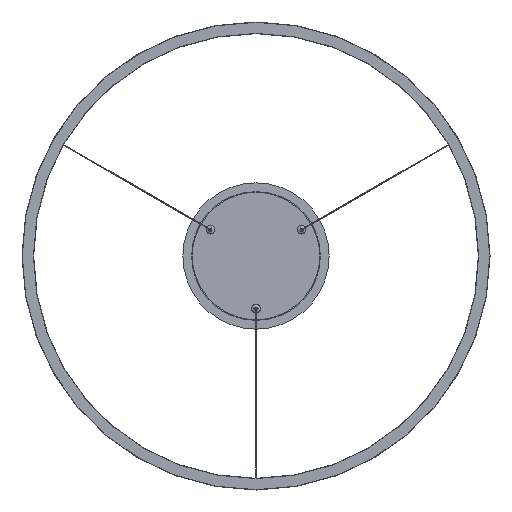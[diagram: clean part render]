
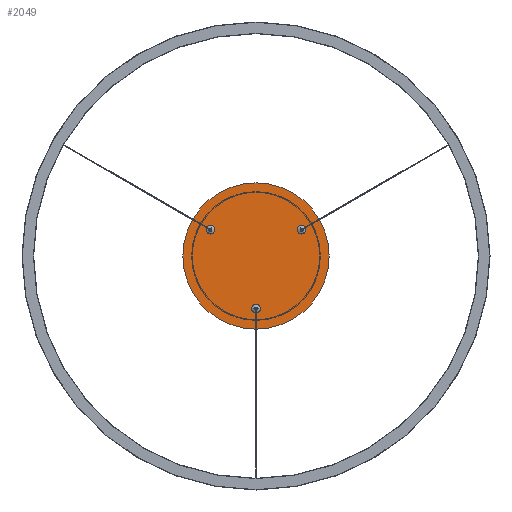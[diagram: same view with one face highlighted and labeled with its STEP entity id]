
A CAD part, front view. The second image highlights one B-rep face of the part: STEP entity #2049.
In plain terms, the highlighted planar face has unit normal (0, -1, 0).
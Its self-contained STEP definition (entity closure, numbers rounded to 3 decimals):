
#40=CARTESIAN_POINT('',(0.,0.,0.));
#41=DIRECTION('',(0.,-1.,0.));
#42=DIRECTION('',(-1.,0.,0.));
#43=AXIS2_PLACEMENT_3D('',#40,#41,#42);
#45=CARTESIAN_POINT('',(0.,0.,0.));
#46=DIRECTION('',(0.,1.,0.));
#47=DIRECTION('',(-1.,0.,0.));
#48=AXIS2_PLACEMENT_3D('',#45,#46,#47);
#1647=CARTESIAN_POINT('',(-125.,0.,0.));
#1649=VERTEX_POINT('',#1647);
#1651=CARTESIAN_POINT('',(125.,0.,0.));
#1653=VERTEX_POINT('',#1651);
#2040=CARTESIAN_POINT('',(0.,0.,0.));
#2041=DIRECTION('',(0.,1.,0.));
#2042=DIRECTION('',(1.,0.,0.));
#2043=AXIS2_PLACEMENT_3D('',#2040,#2041,#2042);
#2044=PLANE('',#2043);
#2045=ORIENTED_EDGE('',*,*,#2019,.F.);
#2046=ORIENTED_EDGE('',*,*,#2035,.T.);
#2047=EDGE_LOOP('',(#2045,#2046));
#2048=FACE_OUTER_BOUND('',#2047,.F.);
#2049=ADVANCED_FACE('',(#2048),#2044,.F.);
#44=CIRCLE('',#43,125.);
#49=CIRCLE('',#48,125.);
#2019=EDGE_CURVE('',#1649,#1653,#44,.T.);
#2035=EDGE_CURVE('',#1649,#1653,#49,.T.);
